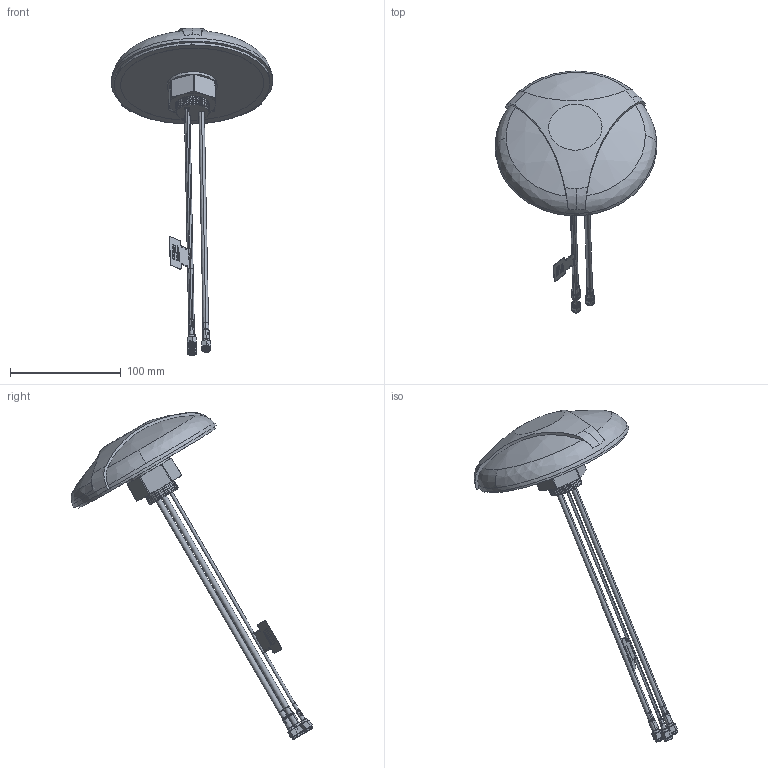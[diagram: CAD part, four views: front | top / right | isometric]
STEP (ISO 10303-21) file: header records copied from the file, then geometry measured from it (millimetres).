
FILE_DESCRIPTION (( 'STEP AP214' ), '1' );
FILE_NAME ('MA605.A.ABC.001_web.STEP', '2020-06-03T07:52:18', ( '' ), ( '' ), 'SwSTEP 2.0', 'SolidWorks 2018', '' );
FILE_SCHEMA (( 'AUTOMOTIVE_DESIGN' ));
Length unit declared in the file: millimetre
Products named in the file (2): MA605.A.ABC.001_web
Bounding box: 145.73 x 217.86 x 295.1 mm (x, y, z)
Surface area: 63645.4 mm2 (no closed solid volume)
Topology: 0 solids, 52 shells, 330 faces, 1276 edges, 984 vertices
Faces by surface type: cylinder 108, cone 95, plane 88, torus 22, bspline 17
Entity records: 21038 total; most frequent: CARTESIAN_POINT 7221, DIRECTION 2028, ORIENTED_EDGE 1865, EDGE_CURVE 1276, VERTEX_POINT 984, AXIS2_PLACEMENT_3D 702, VECTOR 624, LINE 624
